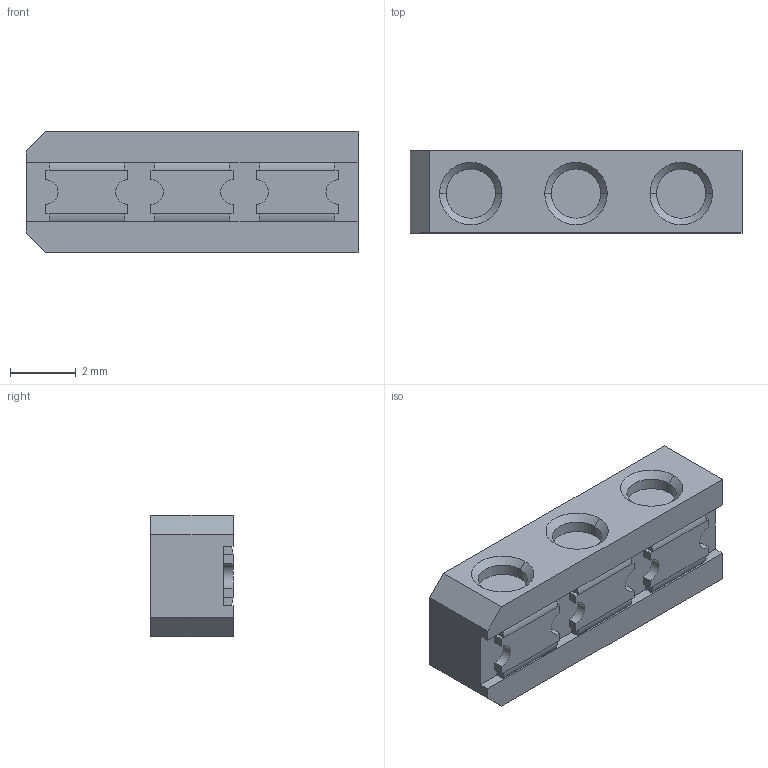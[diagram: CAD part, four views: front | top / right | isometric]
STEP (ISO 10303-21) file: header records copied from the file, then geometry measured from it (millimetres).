
FILE_DESCRIPTION (( 'STEP AP214' ), '1' );
FILE_NAME ('AVX-00-9176-003-8X3-906.STEP', '2018-12-17T01:14:51', ( '' ), ( '' ), 'SwSTEP 2.0', 'SolidWorks 2018', '' );
FILE_SCHEMA (( 'AUTOMOTIVE_DESIGN' ));
Length unit declared in the file: millimetre
Products named in the file (2): AVX-00-9176-003-8X3-906_00-9176-003-8X3-X06-STP-BM; AVX-00-9176-003-8X3-906
Assembly tree (1 placements, depth 2):
  AVX-00-9176-003-8X3-906
    AVX-00-9176-003-8X3-906_00-9176-003-8X3-X06-STP-BM
Bounding box: 10.1 x 2.5 x 3.7 mm (x, y, z)
Volume: 83.9 mm3; surface area: 163.8 mm2
Topology: 1 solids, 1 shells, 274 faces, 726 edges, 476 vertices
Faces by surface type: plane 238, cylinder 24, cone 12
Entity records: 8402 total; most frequent: CARTESIAN_POINT 1482, ORIENTED_EDGE 1452, DIRECTION 1340, EDGE_CURVE 726, LINE 664, VECTOR 664, VERTEX_POINT 476, AXIS2_PLACEMENT_3D 338
